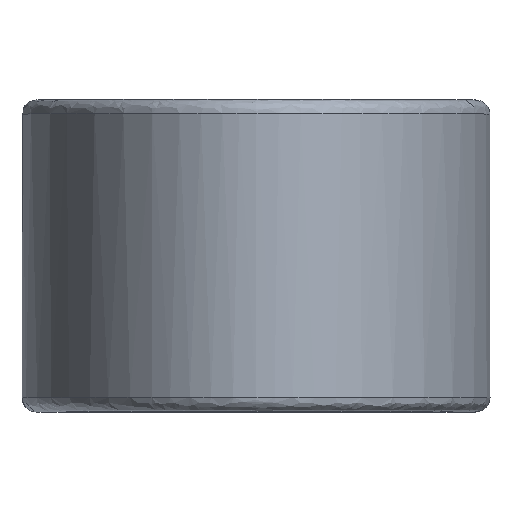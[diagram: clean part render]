
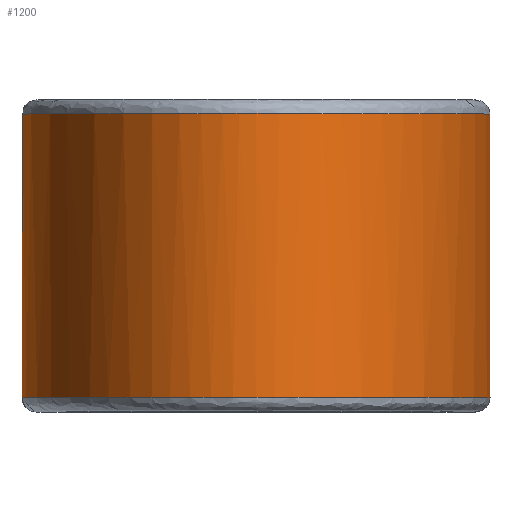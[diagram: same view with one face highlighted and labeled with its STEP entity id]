
A CAD part, top view. The second image highlights one B-rep face of the part: STEP entity #1200.
In plain terms, the highlighted free-form (B-spline) face has degree [1, 2] with [2, 9] control points.
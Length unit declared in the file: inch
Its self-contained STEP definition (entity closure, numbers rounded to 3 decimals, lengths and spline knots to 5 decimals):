
#106=LINE('',#1826,#256);
#256=VECTOR('',#1332,1.3);
#406=(
BOUNDED_SURFACE()
B_SPLINE_SURFACE(1,2,((#1807,#1808,#1809,#1810,#1811,#1812,#1813,#1814,
#1815),(#1816,#1817,#1818,#1819,#1820,#1821,#1822,#1823,#1824)),
 .UNSPECIFIED.,.F.,.T.,.F.)
B_SPLINE_SURFACE_WITH_KNOTS((2,2),(3,2,2,2,3),(0.03846,0.80769),
(-3.14159,-1.5708,0.,1.5708,3.14159),
 .UNSPECIFIED.)
GEOMETRIC_REPRESENTATION_ITEM()
RATIONAL_B_SPLINE_SURFACE(((1.,0.707,1.,0.707,1.,
0.707,1.,0.707,1.),(1.,0.707,1.,0.707,
1.,0.707,1.,0.707,1.)))
REPRESENTATION_ITEM('')
SURFACE()
);
#416=FACE_OUTER_BOUND('',#476,.T.);
#476=EDGE_LOOP('',(#857,#858,#859,#860));
#562=B_SPLINE_CURVE_WITH_KNOTS('',3,(#1780,#1781,#1782,#1783,#1784,#1785,
#1786,#1787,#1788,#1789,#1790,#1791,#1792,#1793,#1794,#1795,#1796,#1797,
#1798,#1799,#1800,#1801,#1802,#1803,#1804,#1805,#1806),.UNSPECIFIED.,.T.,
 .F.,(4,1,1,1,1,1,1,1,1,1,1,1,1,1,1,1,1,1,1,1,1,1,1,1,4),(-3.14159,
-2.91719,-2.69279,-2.46839,-2.24399,
-1.6456,-1.3464,-1.0472,-0.748,
-0.4488,-0.2992,-0.1496,0.,
0.1496,0.2992,0.4488,0.748,
1.0472,1.3464,1.7952,2.24399,2.46839,
2.69279,2.91719,3.14159),.UNSPECIFIED.);
#563=B_SPLINE_CURVE_WITH_KNOTS('',3,(#1827,#1828,#1829,#1830,#1831,#1832,
#1833,#1834,#1835,#1836,#1837,#1838,#1839,#1840,#1841,#1842,#1843,#1844,
#1845,#1846,#1847,#1848,#1849,#1850,#1851),.UNSPECIFIED.,.T.,.F.,(4,1,1,
1,1,1,1,1,1,1,1,1,1,1,1,1,1,1,1,1,1,1,4),(-3.14159,-2.91719,
-2.69279,-2.46839,-2.24399,-1.6456,
-1.3464,-0.748,-0.4488,-0.1496,
0.,0.1496,0.2992,0.4488,
0.748,1.0472,1.3464,1.7952,2.24399,
2.46839,2.69279,2.91719,3.14159),
 .UNSPECIFIED.);
#567=VERTEX_POINT('',#1750);
#569=VERTEX_POINT('',#1825);
#683=EDGE_CURVE('',#567,#567,#562,.T.);
#684=EDGE_CURVE('',#567,#569,#106,.T.);
#685=EDGE_CURVE('',#569,#569,#563,.T.);
#857=ORIENTED_EDGE('',*,*,#683,.F.);
#858=ORIENTED_EDGE('',*,*,#684,.T.);
#859=ORIENTED_EDGE('',*,*,#685,.F.);
#860=ORIENTED_EDGE('',*,*,#684,.F.);
#1200=ADVANCED_FACE('',(#416),#406,.F.);
#1332=DIRECTION('',(0.,-1.,0.));
#1750=CARTESIAN_POINT('',(0.,1.05,1.3));
#1780=CARTESIAN_POINT('Ctrl Pts',(0.,1.05,1.3));
#1781=CARTESIAN_POINT('Ctrl Pts',(0.08484,1.05,1.3));
#1782=CARTESIAN_POINT('Ctrl Pts',(0.25297,1.05,1.25632));
#1783=CARTESIAN_POINT('Ctrl Pts',(0.45091,1.05,1.10387));
#1784=CARTESIAN_POINT('Ctrl Pts',(0.59795,1.05,0.91091));
#1785=CARTESIAN_POINT('Ctrl Pts',(0.76151,1.05,0.57588));
#1786=CARTESIAN_POINT('Ctrl Pts',(0.83498,1.05,0.18361));
#1787=CARTESIAN_POINT('Ctrl Pts',(0.81973,1.05,-0.2361));
#1788=CARTESIAN_POINT('Ctrl Pts',(0.75834,1.05,-0.54661));
#1789=CARTESIAN_POINT('Ctrl Pts',(0.64218,1.05,-0.84283));
#1790=CARTESIAN_POINT('Ctrl Pts',(0.48829,1.05,-1.0649));
#1791=CARTESIAN_POINT('Ctrl Pts',(0.32003,1.05,-1.20598));
#1792=CARTESIAN_POINT('Ctrl Pts',(0.16959,1.05,-1.28109));
#1793=CARTESIAN_POINT('Ctrl Pts',(0.,1.05,-1.3095));
#1794=CARTESIAN_POINT('Ctrl Pts',(-0.16954,1.05,-1.28106));
#1795=CARTESIAN_POINT('Ctrl Pts',(-0.32003,1.05,-1.20597));
#1796=CARTESIAN_POINT('Ctrl Pts',(-0.48829,1.05,-1.06499));
#1797=CARTESIAN_POINT('Ctrl Pts',(-0.64214,1.05,-0.84282));
#1798=CARTESIAN_POINT('Ctrl Pts',(-0.7584,1.05,-0.54663));
#1799=CARTESIAN_POINT('Ctrl Pts',(-0.82968,1.05,-0.18452));
#1800=CARTESIAN_POINT('Ctrl Pts',(-0.82949,1.05,0.23715));
#1801=CARTESIAN_POINT('Ctrl Pts',(-0.73846,1.05,0.62388));
#1802=CARTESIAN_POINT('Ctrl Pts',(-0.59786,1.05,0.91083));
#1803=CARTESIAN_POINT('Ctrl Pts',(-0.45096,1.05,1.10389));
#1804=CARTESIAN_POINT('Ctrl Pts',(-0.25297,1.05,1.2563));
#1805=CARTESIAN_POINT('Ctrl Pts',(-0.08484,1.05,1.3));
#1806=CARTESIAN_POINT('Ctrl Pts',(0.,1.05,1.3));
#1807=CARTESIAN_POINT('Ctrl Pts',(0.,0.05,1.3));
#1808=CARTESIAN_POINT('Ctrl Pts',(0.825,0.05,1.3));
#1809=CARTESIAN_POINT('Ctrl Pts',(0.825,0.05,0.));
#1810=CARTESIAN_POINT('Ctrl Pts',(0.825,0.05,-1.3));
#1811=CARTESIAN_POINT('Ctrl Pts',(0.,0.05,-1.3));
#1812=CARTESIAN_POINT('Ctrl Pts',(-0.825,0.05,-1.3));
#1813=CARTESIAN_POINT('Ctrl Pts',(-0.825,0.05,0.));
#1814=CARTESIAN_POINT('Ctrl Pts',(-0.825,0.05,1.3));
#1815=CARTESIAN_POINT('Ctrl Pts',(0.,0.05,1.3));
#1816=CARTESIAN_POINT('Ctrl Pts',(0.,1.05,1.3));
#1817=CARTESIAN_POINT('Ctrl Pts',(0.825,1.05,1.3));
#1818=CARTESIAN_POINT('Ctrl Pts',(0.825,1.05,0.));
#1819=CARTESIAN_POINT('Ctrl Pts',(0.825,1.05,-1.3));
#1820=CARTESIAN_POINT('Ctrl Pts',(0.,1.05,-1.3));
#1821=CARTESIAN_POINT('Ctrl Pts',(-0.825,1.05,-1.3));
#1822=CARTESIAN_POINT('Ctrl Pts',(-0.825,1.05,0.));
#1823=CARTESIAN_POINT('Ctrl Pts',(-0.825,1.05,1.3));
#1824=CARTESIAN_POINT('Ctrl Pts',(0.,1.05,1.3));
#1825=CARTESIAN_POINT('',(0.,0.05,1.3));
#1826=CARTESIAN_POINT('',(0.,0.,1.3));
#1827=CARTESIAN_POINT('Ctrl Pts',(0.,0.05,1.3));
#1828=CARTESIAN_POINT('Ctrl Pts',(-0.08484,0.05,1.3));
#1829=CARTESIAN_POINT('Ctrl Pts',(-0.253,0.05,1.25634));
#1830=CARTESIAN_POINT('Ctrl Pts',(-0.45089,0.05,1.10389));
#1831=CARTESIAN_POINT('Ctrl Pts',(-0.598,0.05,0.91088));
#1832=CARTESIAN_POINT('Ctrl Pts',(-0.76138,0.05,0.57601));
#1833=CARTESIAN_POINT('Ctrl Pts',(-0.83522,0.05,0.18333));
#1834=CARTESIAN_POINT('Ctrl Pts',(-0.81544,0.05,-0.34044));
#1835=CARTESIAN_POINT('Ctrl Pts',(-0.70256,0.05,-0.75383));
#1836=CARTESIAN_POINT('Ctrl Pts',(-0.45852,0.05,-1.10905));
#1837=CARTESIAN_POINT('Ctrl Pts',(-0.22664,0.05,-1.27129));
#1838=CARTESIAN_POINT('Ctrl Pts',(0.00018,0.05,-1.30963));
#1839=CARTESIAN_POINT('Ctrl Pts',(0.16943,0.05,-1.281));
#1840=CARTESIAN_POINT('Ctrl Pts',(0.32006,0.05,-1.20601));
#1841=CARTESIAN_POINT('Ctrl Pts',(0.48827,0.05,-1.06497));
#1842=CARTESIAN_POINT('Ctrl Pts',(0.64215,0.05,-0.84283));
#1843=CARTESIAN_POINT('Ctrl Pts',(0.7584,0.05,-0.54663));
#1844=CARTESIAN_POINT('Ctrl Pts',(0.82969,0.05,-0.18452));
#1845=CARTESIAN_POINT('Ctrl Pts',(0.82949,0.05,0.23715));
#1846=CARTESIAN_POINT('Ctrl Pts',(0.73845,0.05,0.62387));
#1847=CARTESIAN_POINT('Ctrl Pts',(0.59786,0.05,0.91083));
#1848=CARTESIAN_POINT('Ctrl Pts',(0.45096,0.05,1.1039));
#1849=CARTESIAN_POINT('Ctrl Pts',(0.25298,0.05,1.25632));
#1850=CARTESIAN_POINT('Ctrl Pts',(0.08484,0.05,1.3));
#1851=CARTESIAN_POINT('Ctrl Pts',(0.,0.05,1.3));
